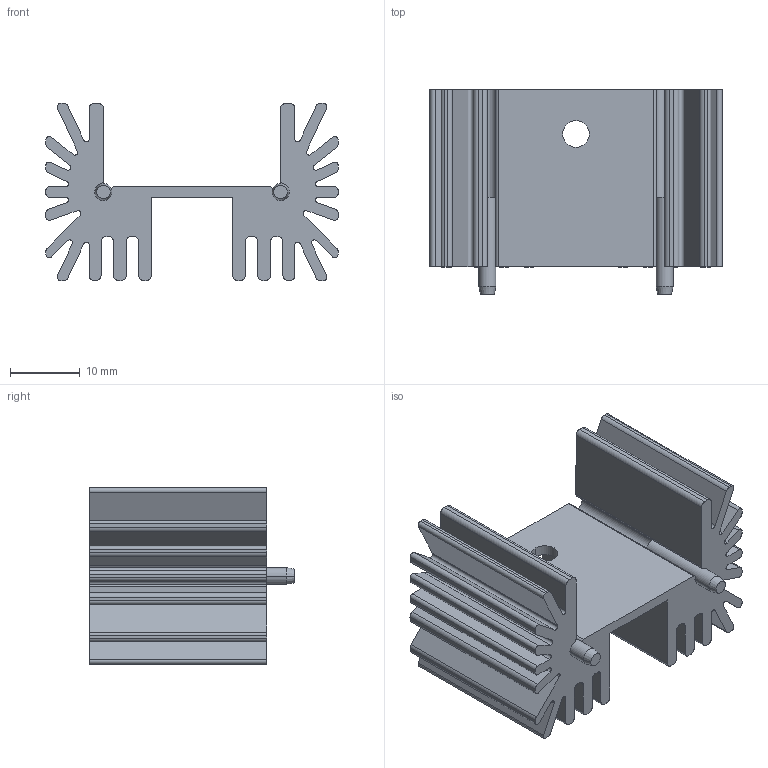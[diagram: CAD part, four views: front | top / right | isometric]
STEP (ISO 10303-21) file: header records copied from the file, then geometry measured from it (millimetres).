
FILE_DESCRIPTION (( 'STEP AP214' ), '1' );
FILE_NAME ('6396BG.STEP', '2021-07-09T02:13:30', ( '' ), ( '' ), 'SwSTEP 2.0', 'SolidWorks 2017', '' );
FILE_SCHEMA (( 'AUTOMOTIVE_DESIGN' ));
Length unit declared in the file: millimetre
Products named in the file (1): 6396BG
Bounding box: 41.91 x 29.36 x 25.4 mm (x, y, z)
Volume: 10746.3 mm3; surface area: 9766.7 mm2
Topology: 3 solids, 3 shells, 175 faces, 503 edges, 334 vertices
Faces by surface type: cylinder 93, plane 78, cone 4
Entity records: 5851 total; most frequent: DIRECTION 1045, CARTESIAN_POINT 1013, ORIENTED_EDGE 1006, EDGE_CURVE 503, AXIS2_PLACEMENT_3D 366, VERTEX_POINT 334, VECTOR 313, LINE 313
